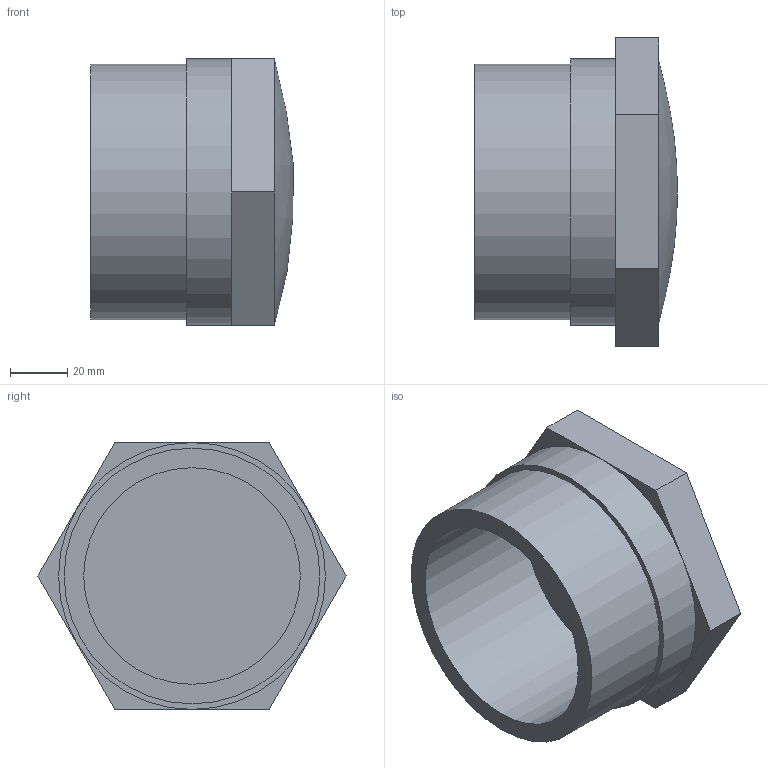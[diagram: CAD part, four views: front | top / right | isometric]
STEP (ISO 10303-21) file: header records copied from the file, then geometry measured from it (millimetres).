
FILE_DESCRIPTION(/* description */ (''),/* implementation_level */ '2;1');
FILE_NAME(/* name */ 'PFV300.ipt.stp',/* time_stamp */ '2013-10-01T14:50:44+02:00',/* author */ ('bfaro'),/* organization */ (''),/* preprocessor_version */ 'ST-DEVELOPER v15.2',/* originating_system */ 'Autodesk Inventor 2014',/* authorisation */ '');
FILE_SCHEMA (('AUTOMOTIVE_DESIGN { 1 0 10303 214 3 1 1 }'));
Length unit declared in the file: millimetre
Products named in the file (1): PFV300
Bounding box: 70.72 x 107.39 x 93 mm (x, y, z)
Volume: 230538.8 mm3; surface area: 46713.8 mm2
Topology: 1 solids, 1 shells, 17 faces, 32 edges, 22 vertices
Faces by surface type: plane 12, cylinder 3, bspline 1, sphere 1
Full cylindrical faces by diameter (mm): 75.5 x1, 89.1 x1, 93 x1
Entity records: 467 total; most frequent: CARTESIAN_POINT 97, DIRECTION 72, ORIENTED_EDGE 58, EDGE_CURVE 29, AXIS2_PLACEMENT_3D 27, EDGE_LOOP 25, VERTEX_POINT 22, LINE 18
